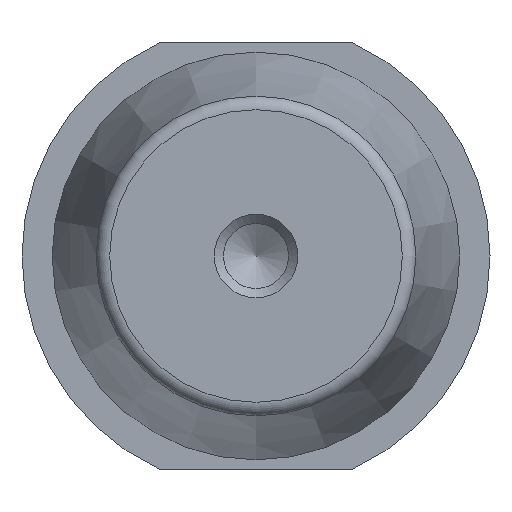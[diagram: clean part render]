
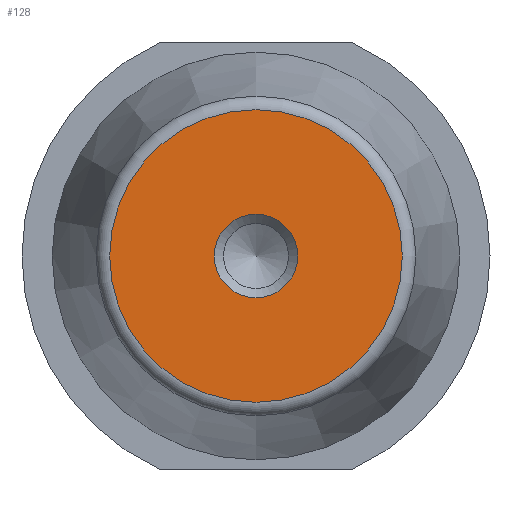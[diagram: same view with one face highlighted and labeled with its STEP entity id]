
A CAD part, front view. The second image highlights one B-rep face of the part: STEP entity #128.
In plain terms, the highlighted planar face has unit normal (0, -1, 0).
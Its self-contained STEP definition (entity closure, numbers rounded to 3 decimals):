
#7 = PLANE ( 'NONE',  #79 ) ;
#8 = CARTESIAN_POINT ( 'NONE',  ( 0., -30., 0. ) ) ;
#12 = CARTESIAN_POINT ( 'NONE',  ( 0., -30., 15.785 ) ) ;
#33 = DIRECTION ( 'NONE',  ( 0., 0., -1. ) ) ;
#34 = FACE_OUTER_BOUND ( 'NONE', #282, .T. ) ;
#76 = DIRECTION ( 'NONE',  ( 0., -1., 0. ) ) ;
#79 = AXIS2_PLACEMENT_3D ( 'NONE', #141, #145, #415 ) ;
#87 = VERTEX_POINT ( 'NONE', #12 ) ;
#97 = ORIENTED_EDGE ( 'NONE', *, *, #388, .T. ) ;
#128 = ADVANCED_FACE ( 'NONE', ( #34, #331 ), #7, .F. ) ;
#141 = CARTESIAN_POINT ( 'NONE',  ( 0., -30., 0. ) ) ;
#145 = DIRECTION ( 'NONE',  ( 0., 1., 0. ) ) ;
#190 = AXIS2_PLACEMENT_3D ( 'NONE', #301, #76, #333 ) ;
#222 = EDGE_LOOP ( 'NONE', ( #313 ) ) ;
#254 = DIRECTION ( 'NONE',  ( 0., -1., 0. ) ) ;
#269 = VERTEX_POINT ( 'NONE', #302 ) ;
#273 = CIRCLE ( 'NONE', #190, 15.785 ) ;
#282 = EDGE_LOOP ( 'NONE', ( #97 ) ) ;
#301 = CARTESIAN_POINT ( 'NONE',  ( 0., -30., 0. ) ) ;
#302 = CARTESIAN_POINT ( 'NONE',  ( 0., -30., -4.5 ) ) ;
#313 = ORIENTED_EDGE ( 'NONE', *, *, #432, .F. ) ;
#331 = FACE_BOUND ( 'NONE', #222, .T. ) ;
#333 = DIRECTION ( 'NONE',  ( 0., 0., 1. ) ) ;
#388 = EDGE_CURVE ( 'NONE', #87, #87, #273, .T. ) ;
#415 = DIRECTION ( 'NONE',  ( 0., 0., 1. ) ) ;
#427 = AXIS2_PLACEMENT_3D ( 'NONE', #8, #254, #33 ) ;
#432 = EDGE_CURVE ( 'NONE', #269, #269, #445, .T. ) ;
#445 = CIRCLE ( 'NONE', #427, 4.5 ) ;
